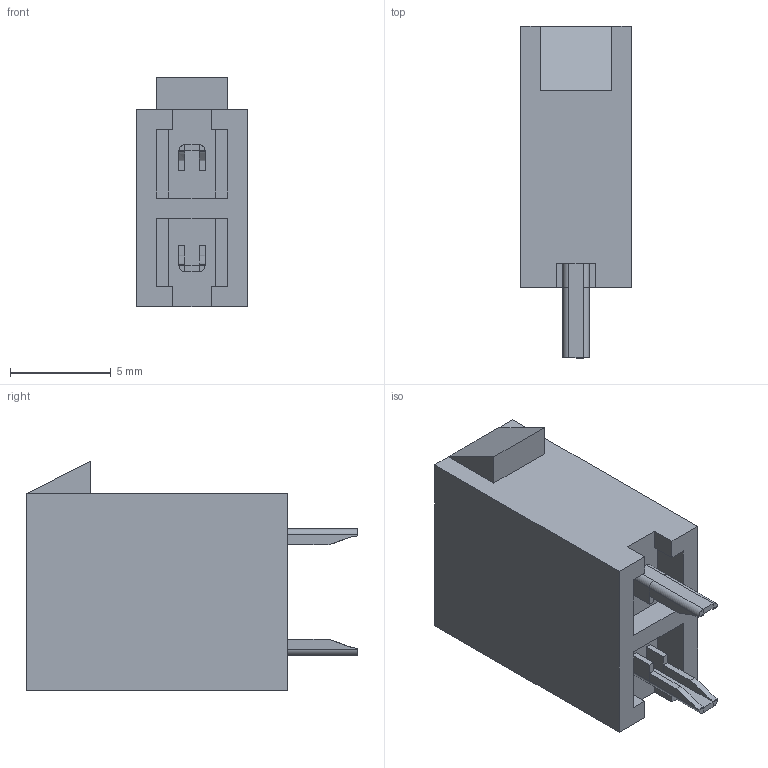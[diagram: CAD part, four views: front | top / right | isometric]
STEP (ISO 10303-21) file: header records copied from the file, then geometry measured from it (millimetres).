
FILE_DESCRIPTION (( 'STEP AP214' ), '1' );
FILE_NAME ('Montagem1.STEP', '2018-05-22T20:34:44', ( '' ), ( '' ), 'SwSTEP 2.0', 'SolidWorks 2016', '' );
FILE_SCHEMA (( 'AUTOMOTIVE_DESIGN' ));
Length unit declared in the file: millimetre
Products named in the file (3): Terminal; Corpo; Montagem1
Assembly tree (3 placements, depth 2):
  Montagem1
    Corpo
    Terminal  x2
Bounding box: 5.5 x 16.5 x 11.4 mm (x, y, z)
Volume: 419.6 mm3; surface area: 1079.4 mm2
Topology: 3 solids, 3 shells, 160 faces, 410 edges, 258 vertices
Faces by surface type: plane 126, bspline 18, cylinder 16
Entity records: 3802 total; most frequent: CARTESIAN_POINT 984, ORIENTED_EDGE 594, DIRECTION 502, EDGE_CURVE 297, LINE 248, VECTOR 248, VERTEX_POINT 190, AXIS2_PLACEMENT_3D 127
